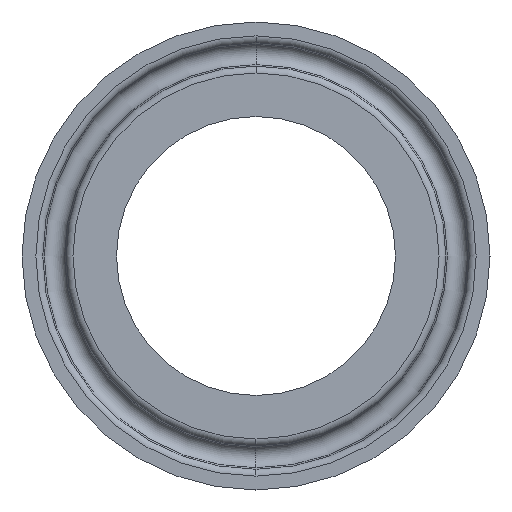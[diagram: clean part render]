
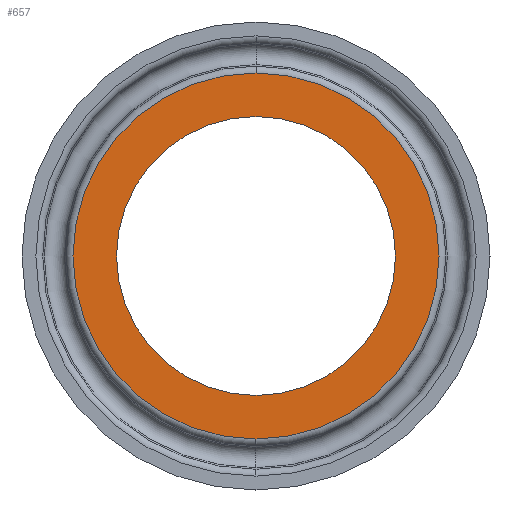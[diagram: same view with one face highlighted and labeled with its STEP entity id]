
A CAD part, left-side view. The second image highlights one B-rep face of the part: STEP entity #657.
In plain terms, the highlighted planar face has unit normal (-1, 0, 0).
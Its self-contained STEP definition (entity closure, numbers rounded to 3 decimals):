
#15 = AXIS2_PLACEMENT_3D ( 'NONE', #463, #522, #25 ) ;
#18 = VERTEX_POINT ( 'NONE', #23 ) ;
#23 = CARTESIAN_POINT ( 'NONE',  ( 0., 0., -19.747 ) ) ;
#25 = DIRECTION ( 'NONE',  ( 0., 0., 1. ) ) ;
#38 = AXIS2_PLACEMENT_3D ( 'NONE', #514, #340, #610 ) ;
#40 = EDGE_CURVE ( 'NONE', #592, #306, #684, .T. ) ;
#47 = EDGE_LOOP ( 'NONE', ( #458, #528 ) ) ;
#65 = CARTESIAN_POINT ( 'NONE',  ( 0., 0., 19.747 ) ) ;
#111 = ORIENTED_EDGE ( 'NONE', *, *, #439, .F. ) ;
#117 = CARTESIAN_POINT ( 'NONE',  ( 0., 0., -15.05 ) ) ;
#137 = CIRCLE ( 'NONE', #534, 19.747 ) ;
#166 = FACE_OUTER_BOUND ( 'NONE', #47, .T. ) ;
#179 = EDGE_LOOP ( 'NONE', ( #692, #111 ) ) ;
#209 = EDGE_CURVE ( 'NONE', #490, #18, #570, .T. ) ;
#218 = FACE_BOUND ( 'NONE', #179, .T. ) ;
#246 = EDGE_CURVE ( 'NONE', #18, #490, #137, .T. ) ;
#297 = CARTESIAN_POINT ( 'NONE',  ( 0., 0., 0. ) ) ;
#306 = VERTEX_POINT ( 'NONE', #117 ) ;
#308 = AXIS2_PLACEMENT_3D ( 'NONE', #361, #584, #454 ) ;
#313 = CIRCLE ( 'NONE', #654, 15.05 ) ;
#340 = DIRECTION ( 'NONE',  ( 1., 0., 0. ) ) ;
#361 = CARTESIAN_POINT ( 'NONE',  ( 0., 0., 0. ) ) ;
#378 = PLANE ( 'NONE',  #38 ) ;
#439 = EDGE_CURVE ( 'NONE', #306, #592, #313, .T. ) ;
#454 = DIRECTION ( 'NONE',  ( 0., 0., 1. ) ) ;
#458 = ORIENTED_EDGE ( 'NONE', *, *, #209, .T. ) ;
#463 = CARTESIAN_POINT ( 'NONE',  ( 0., 0., 0. ) ) ;
#468 = CARTESIAN_POINT ( 'NONE',  ( 0., 0., 0. ) ) ;
#490 = VERTEX_POINT ( 'NONE', #65 ) ;
#514 = CARTESIAN_POINT ( 'NONE',  ( 0., 19.747, 0. ) ) ;
#515 = DIRECTION ( 'NONE',  ( 0., 0., 1. ) ) ;
#522 = DIRECTION ( 'NONE',  ( -1., 0., 0. ) ) ;
#528 = ORIENTED_EDGE ( 'NONE', *, *, #246, .T. ) ;
#534 = AXIS2_PLACEMENT_3D ( 'NONE', #297, #620, #515 ) ;
#540 = CARTESIAN_POINT ( 'NONE',  ( 0., 0., 15.05 ) ) ;
#570 = CIRCLE ( 'NONE', #308, 19.747 ) ;
#584 = DIRECTION ( 'NONE',  ( -1., 0., 0. ) ) ;
#592 = VERTEX_POINT ( 'NONE', #540 ) ;
#610 = DIRECTION ( 'NONE',  ( 0., 0., -1. ) ) ;
#620 = DIRECTION ( 'NONE',  ( -1., 0., 0. ) ) ;
#640 = DIRECTION ( 'NONE',  ( -1., 0., 0. ) ) ;
#654 = AXIS2_PLACEMENT_3D ( 'NONE', #468, #640, #695 ) ;
#657 = ADVANCED_FACE ( 'NONE', ( #218, #166 ), #378, .F. ) ;
#684 = CIRCLE ( 'NONE', #15, 15.05 ) ;
#692 = ORIENTED_EDGE ( 'NONE', *, *, #40, .F. ) ;
#695 = DIRECTION ( 'NONE',  ( 0., 0., 1. ) ) ;
